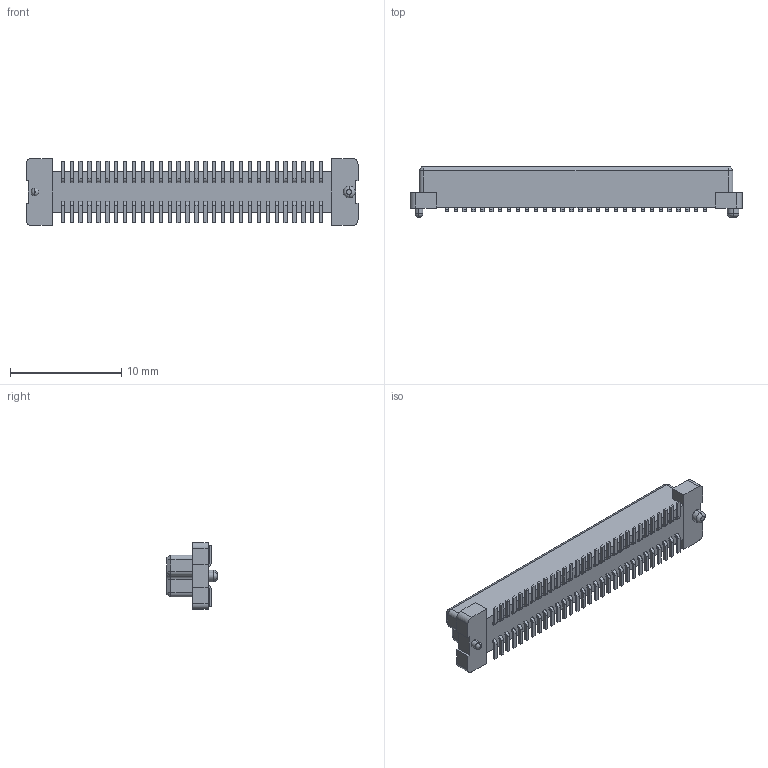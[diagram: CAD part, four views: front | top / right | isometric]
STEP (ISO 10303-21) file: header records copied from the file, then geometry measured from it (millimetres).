
FILE_DESCRIPTION (( 'STEP AP214' ), '1' );
FILE_NAME ('61082-061629LF.STEP', '2023-05-05T08:37:10', ( '' ), ( '' ), 'SwSTEP 2.0', 'SolidWorks 2021', '' );
FILE_SCHEMA (( 'AUTOMOTIVE_DESIGN' ));
Length unit declared in the file: millimetre
Products named in the file (3): 61082-061629LF; pin^61082 add Ass; 61082-additional_06
Assembly tree (31 placements, depth 2):
  61082-061629LF
    61082-additional_06
    pin^61082 add Ass  x30
Bounding box: 29.8 x 4.5 x 6 mm (x, y, z)
Volume: 334.8 mm3; surface area: 737.2 mm2
Topology: 62 solids, 62 shells, 563 faces, 1283 edges, 848 vertices
Faces by surface type: plane 411, cylinder 140, cone 8, torus 4
Entity records: 3213 total; most frequent: DIRECTION 557, CARTESIAN_POINT 536, ORIENTED_EDGE 478, EDGE_CURVE 239, AXIS2_PLACEMENT_3D 189, VECTOR 179, LINE 179, VERTEX_POINT 152
